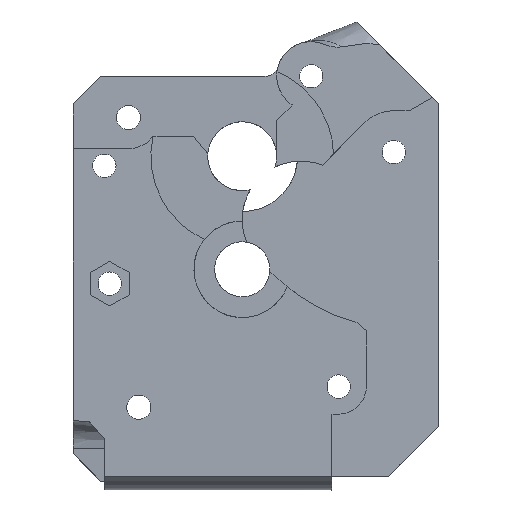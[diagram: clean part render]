
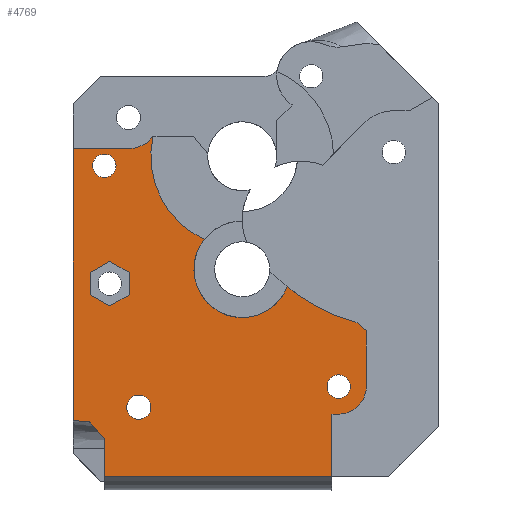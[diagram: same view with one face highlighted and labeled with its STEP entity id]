
A CAD part, front view. The second image highlights one B-rep face of the part: STEP entity #4769.
In plain terms, the highlighted planar face has unit normal (0, -1, 0).
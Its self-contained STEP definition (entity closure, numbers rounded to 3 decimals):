
#75=FACE_BOUND('',#731,.T.);
#76=FACE_BOUND('',#732,.T.);
#77=FACE_BOUND('',#733,.T.);
#78=FACE_BOUND('',#734,.T.);
#132=PLANE('',#5076);
#299=CIRCLE('',#5077,4.);
#300=CIRCLE('',#5078,25.5);
#301=CIRCLE('',#5079,40.);
#302=CIRCLE('',#5080,7.);
#303=CIRCLE('',#5081,13.25);
#304=CIRCLE('',#5082,4.5);
#305=CIRCLE('',#5083,1.75);
#306=CIRCLE('',#5084,1.75);
#307=CIRCLE('',#5085,1.7);
#308=CIRCLE('',#5086,1.7);
#309=CIRCLE('',#5087,1.7);
#310=CIRCLE('',#5088,1.7);
#463=FACE_OUTER_BOUND('',#730,.T.);
#730=EDGE_LOOP('',(#3352,#3353,#3354,#3355,#3356,#3357,#3358,#3359,#3360,
#3361,#3362,#3363,#3364,#3365,#3366,#3367));
#731=EDGE_LOOP('',(#3368,#3369,#3370,#3371,#3372,#3373));
#732=EDGE_LOOP('',(#3374,#3375));
#733=EDGE_LOOP('',(#3376,#3377));
#734=EDGE_LOOP('',(#3378,#3379));
#1036=LINE('',#6932,#1483);
#1042=LINE('',#6946,#1489);
#1049=LINE('',#6963,#1496);
#1052=LINE('',#6971,#1499);
#1054=LINE('',#6975,#1501);
#1055=LINE('',#6977,#1502);
#1056=LINE('',#6979,#1503);
#1057=LINE('',#6983,#1504);
#1058=LINE('',#6985,#1505);
#1059=LINE('',#6996,#1506);
#1060=LINE('',#6999,#1507);
#1061=LINE('',#7001,#1508);
#1062=LINE('',#7003,#1509);
#1063=LINE('',#7005,#1510);
#1064=LINE('',#7007,#1511);
#1065=LINE('',#7008,#1512);
#1483=VECTOR('',#5555,10.);
#1489=VECTOR('',#5567,10.);
#1496=VECTOR('',#5582,10.);
#1499=VECTOR('',#5589,10.);
#1501=VECTOR('',#5593,10.);
#1502=VECTOR('',#5594,10.);
#1503=VECTOR('',#5595,10.);
#1504=VECTOR('',#5598,10.);
#1505=VECTOR('',#5599,10.);
#1506=VECTOR('',#5610,10.);
#1507=VECTOR('',#5611,10.);
#1508=VECTOR('',#5612,10.);
#1509=VECTOR('',#5613,10.);
#1510=VECTOR('',#5614,10.);
#1511=VECTOR('',#5615,10.);
#1512=VECTOR('',#5616,10.);
#2050=VERTEX_POINT('',#6929);
#2051=VERTEX_POINT('',#6931);
#2055=VERTEX_POINT('',#6943);
#2056=VERTEX_POINT('',#6945);
#2065=VERTEX_POINT('',#6969);
#2066=VERTEX_POINT('',#6974);
#2067=VERTEX_POINT('',#6976);
#2068=VERTEX_POINT('',#6978);
#2069=VERTEX_POINT('',#6980);
#2070=VERTEX_POINT('',#6982);
#2071=VERTEX_POINT('',#6984);
#2072=VERTEX_POINT('',#6986);
#2073=VERTEX_POINT('',#6988);
#2074=VERTEX_POINT('',#6990);
#2075=VERTEX_POINT('',#6992);
#2076=VERTEX_POINT('',#6994);
#2077=VERTEX_POINT('',#6997);
#2078=VERTEX_POINT('',#6998);
#2079=VERTEX_POINT('',#7000);
#2080=VERTEX_POINT('',#7002);
#2081=VERTEX_POINT('',#7004);
#2082=VERTEX_POINT('',#7006);
#2083=VERTEX_POINT('',#7009);
#2084=VERTEX_POINT('',#7010);
#2085=VERTEX_POINT('',#7013);
#2086=VERTEX_POINT('',#7014);
#2087=VERTEX_POINT('',#7017);
#2088=VERTEX_POINT('',#7018);
#2546=EDGE_CURVE('',#2050,#2051,#1036,.T.);
#2553=EDGE_CURVE('',#2056,#2055,#1042,.T.);
#2563=EDGE_CURVE('',#2055,#2051,#1049,.T.);
#2567=EDGE_CURVE('',#2050,#2065,#1052,.T.);
#2569=EDGE_CURVE('',#2065,#2066,#1054,.T.);
#2570=EDGE_CURVE('',#2066,#2067,#1055,.T.);
#2571=EDGE_CURVE('',#2067,#2068,#1056,.T.);
#2572=EDGE_CURVE('',#2069,#2068,#299,.T.);
#2573=EDGE_CURVE('',#2069,#2070,#1057,.T.);
#2574=EDGE_CURVE('',#2070,#2071,#1058,.T.);
#2575=EDGE_CURVE('',#2071,#2072,#300,.T.);
#2576=EDGE_CURVE('',#2072,#2073,#301,.T.);
#2577=EDGE_CURVE('',#2073,#2074,#302,.T.);
#2578=EDGE_CURVE('',#2074,#2075,#303,.T.);
#2579=EDGE_CURVE('',#2075,#2076,#304,.T.);
#2580=EDGE_CURVE('',#2076,#2056,#1059,.T.);
#2581=EDGE_CURVE('',#2077,#2078,#1060,.T.);
#2582=EDGE_CURVE('',#2078,#2079,#1061,.T.);
#2583=EDGE_CURVE('',#2079,#2080,#1062,.T.);
#2584=EDGE_CURVE('',#2080,#2081,#1063,.T.);
#2585=EDGE_CURVE('',#2081,#2082,#1064,.T.);
#2586=EDGE_CURVE('',#2082,#2077,#1065,.T.);
#2587=EDGE_CURVE('',#2083,#2084,#305,.T.);
#2588=EDGE_CURVE('',#2084,#2083,#306,.T.);
#2589=EDGE_CURVE('',#2085,#2086,#307,.T.);
#2590=EDGE_CURVE('',#2086,#2085,#308,.T.);
#2591=EDGE_CURVE('',#2087,#2088,#309,.T.);
#2592=EDGE_CURVE('',#2088,#2087,#310,.T.);
#3352=ORIENTED_EDGE('',*,*,#2563,.T.);
#3353=ORIENTED_EDGE('',*,*,#2546,.F.);
#3354=ORIENTED_EDGE('',*,*,#2567,.T.);
#3355=ORIENTED_EDGE('',*,*,#2569,.T.);
#3356=ORIENTED_EDGE('',*,*,#2570,.T.);
#3357=ORIENTED_EDGE('',*,*,#2571,.T.);
#3358=ORIENTED_EDGE('',*,*,#2572,.F.);
#3359=ORIENTED_EDGE('',*,*,#2573,.T.);
#3360=ORIENTED_EDGE('',*,*,#2574,.T.);
#3361=ORIENTED_EDGE('',*,*,#2575,.T.);
#3362=ORIENTED_EDGE('',*,*,#2576,.T.);
#3363=ORIENTED_EDGE('',*,*,#2577,.T.);
#3364=ORIENTED_EDGE('',*,*,#2578,.T.);
#3365=ORIENTED_EDGE('',*,*,#2579,.T.);
#3366=ORIENTED_EDGE('',*,*,#2580,.T.);
#3367=ORIENTED_EDGE('',*,*,#2553,.T.);
#3368=ORIENTED_EDGE('',*,*,#2581,.T.);
#3369=ORIENTED_EDGE('',*,*,#2582,.T.);
#3370=ORIENTED_EDGE('',*,*,#2583,.T.);
#3371=ORIENTED_EDGE('',*,*,#2584,.T.);
#3372=ORIENTED_EDGE('',*,*,#2585,.T.);
#3373=ORIENTED_EDGE('',*,*,#2586,.T.);
#3374=ORIENTED_EDGE('',*,*,#2587,.T.);
#3375=ORIENTED_EDGE('',*,*,#2588,.T.);
#3376=ORIENTED_EDGE('',*,*,#2589,.T.);
#3377=ORIENTED_EDGE('',*,*,#2590,.T.);
#3378=ORIENTED_EDGE('',*,*,#2591,.T.);
#3379=ORIENTED_EDGE('',*,*,#2592,.T.);
#4769=ADVANCED_FACE('',(#463,#75,#76,#77,#78),#132,.T.);
#5076=AXIS2_PLACEMENT_3D('',#6973,#5591,#5592);
#5077=AXIS2_PLACEMENT_3D('',#6981,#5596,#5597);
#5078=AXIS2_PLACEMENT_3D('',#6987,#5600,#5601);
#5079=AXIS2_PLACEMENT_3D('',#6989,#5602,#5603);
#5080=AXIS2_PLACEMENT_3D('',#6991,#5604,#5605);
#5081=AXIS2_PLACEMENT_3D('',#6993,#5606,#5607);
#5082=AXIS2_PLACEMENT_3D('',#6995,#5608,#5609);
#5083=AXIS2_PLACEMENT_3D('',#7011,#5617,#5618);
#5084=AXIS2_PLACEMENT_3D('',#7012,#5619,#5620);
#5085=AXIS2_PLACEMENT_3D('',#7015,#5621,#5622);
#5086=AXIS2_PLACEMENT_3D('',#7016,#5623,#5624);
#5087=AXIS2_PLACEMENT_3D('',#7019,#5625,#5626);
#5088=AXIS2_PLACEMENT_3D('',#7020,#5627,#5628);
#5555=DIRECTION('',(-0.676,0.,0.737));
#5567=DIRECTION('',(0.,0.,-1.));
#5582=DIRECTION('',(0.996,0.,-0.087));
#5589=DIRECTION('',(0.,0.,-1.));
#5591=DIRECTION('center_axis',(0.,-1.,0.));
#5592=DIRECTION('ref_axis',(0.,0.,-1.));
#5593=DIRECTION('',(1.,0.,0.));
#5594=DIRECTION('',(0.,0.,1.));
#5595=DIRECTION('',(1.,0.,0.));
#5596=DIRECTION('center_axis',(0.,1.,0.));
#5597=DIRECTION('ref_axis',(0.707,0.,-0.707));
#5598=DIRECTION('',(0.,0.,1.));
#5599=DIRECTION('',(-0.766,0.,0.643));
#5600=DIRECTION('center_axis',(0.,1.,0.));
#5601=DIRECTION('ref_axis',(-0.581,0.,-0.814));
#5602=DIRECTION('center_axis',(0.,1.,0.));
#5603=DIRECTION('ref_axis',(-0.728,0.,-0.686));
#5604=DIRECTION('center_axis',(0.,1.,0.));
#5605=DIRECTION('ref_axis',(-1.,0.,0.));
#5606=DIRECTION('center_axis',(0.,1.,0.));
#5607=DIRECTION('ref_axis',(-1.,0.,0.));
#5608=DIRECTION('center_axis',(0.,1.,0.));
#5609=DIRECTION('ref_axis',(-1.,0.,0.));
#5610=DIRECTION('',(-1.,0.,0.));
#5611=DIRECTION('',(0.,0.,-1.));
#5612=DIRECTION('',(-0.866,0.,-0.5));
#5613=DIRECTION('',(-0.866,0.,0.5));
#5614=DIRECTION('',(0.,0.,1.));
#5615=DIRECTION('',(0.866,0.,0.5));
#5616=DIRECTION('',(0.866,0.,-0.5));
#5617=DIRECTION('center_axis',(0.,1.,0.));
#5618=DIRECTION('ref_axis',(1.,0.,0.));
#5619=DIRECTION('center_axis',(0.,1.,0.));
#5620=DIRECTION('ref_axis',(1.,0.,0.));
#5621=DIRECTION('center_axis',(0.,1.,0.));
#5622=DIRECTION('ref_axis',(1.,0.,0.));
#5623=DIRECTION('center_axis',(0.,1.,0.));
#5624=DIRECTION('ref_axis',(1.,0.,0.));
#5625=DIRECTION('center_axis',(0.,1.,0.));
#5626=DIRECTION('ref_axis',(1.,0.,0.));
#5627=DIRECTION('center_axis',(0.,1.,0.));
#5628=DIRECTION('ref_axis',(1.,0.,0.));
#6929=CARTESIAN_POINT('',(-21.95,-17.,-24.538));
#6931=CARTESIAN_POINT('',(-24.156,-17.,-22.13));
#6932=CARTESIAN_POINT('',(-23.87,-17.,-22.442));
#6943=CARTESIAN_POINT('',(-26.5,-17.,-21.925));
#6945=CARTESIAN_POINT('',(-26.5,-17.,17.5));
#6946=CARTESIAN_POINT('',(-26.5,-17.,-26.));
#6963=CARTESIAN_POINT('',(-10.75,-17.,-23.303));
#6969=CARTESIAN_POINT('',(-21.95,-17.,-30.));
#6971=CARTESIAN_POINT('',(-21.95,-17.,-12.719));
#6973=CARTESIAN_POINT('Origin',(0.023,-17.,-0.938));
#6974=CARTESIAN_POINT('',(11.,-17.,-30.));
#6975=CARTESIAN_POINT('',(22.5,-17.,-30.));
#6976=CARTESIAN_POINT('',(11.,-17.,-21.));
#6977=CARTESIAN_POINT('',(11.,-17.,-15.469));
#6978=CARTESIAN_POINT('',(12.,-17.,-21.));
#6979=CARTESIAN_POINT('',(5.511,-17.,-21.));
#6980=CARTESIAN_POINT('',(16.,-17.,-17.));
#6981=CARTESIAN_POINT('Origin',(12.,-17.,-17.));
#6982=CARTESIAN_POINT('',(16.,-17.,-8.916));
#6983=CARTESIAN_POINT('',(16.,-17.,-8.969));
#6984=CARTESIAN_POINT('',(14.5,-17.,-7.658));
#6985=CARTESIAN_POINT('',(10.598,-17.,-4.383));
#6986=CARTESIAN_POINT('',(6.174,-17.,-3.747));
#6987=CARTESIAN_POINT('Origin',(21.,-17.,17.));
#6988=CARTESIAN_POINT('',(4.534,-17.,-2.511));
#6989=CARTESIAN_POINT('Origin',(29.43,-17.,28.797));
#6990=CARTESIAN_POINT('',(-7.491,-17.,4.341));
#6991=CARTESIAN_POINT('Origin',(-2.,-17.,0.));
#6992=CARTESIAN_POINT('',(-14.941,-17.,19.247));
#6993=CARTESIAN_POINT('Origin',(-2.,-17.,16.4));
#6994=CARTESIAN_POINT('',(-18.5,-17.,17.5));
#6995=CARTESIAN_POINT('Origin',(-18.5,-17.,22.));
#6996=CARTESIAN_POINT('',(-9.239,-17.,17.5));
#6997=CARTESIAN_POINT('',(-18.397,-17.,-0.468));
#6998=CARTESIAN_POINT('',(-18.397,-17.,-3.701));
#6999=CARTESIAN_POINT('',(-18.397,-17.,-2.32));
#7000=CARTESIAN_POINT('',(-21.197,-17.,-5.318));
#7001=CARTESIAN_POINT('',(-12.291,-17.,-0.176));
#7002=CARTESIAN_POINT('',(-23.997,-17.,-3.701));
#7003=CARTESIAN_POINT('',(-15.588,-17.,-8.556));
#7004=CARTESIAN_POINT('',(-23.997,-17.,-0.468));
#7005=CARTESIAN_POINT('',(-23.997,-17.,-0.703));
#7006=CARTESIAN_POINT('',(-21.197,-17.,1.148));
#7007=CARTESIAN_POINT('',(-13.691,-17.,5.482));
#7008=CARTESIAN_POINT('',(-11.388,-17.,-4.515));
#7009=CARTESIAN_POINT('',(-15.25,-17.,-20.));
#7010=CARTESIAN_POINT('',(-18.75,-17.,-20.));
#7011=CARTESIAN_POINT('Origin',(-17.,-17.,-20.));
#7012=CARTESIAN_POINT('Origin',(-17.,-17.,-20.));
#7013=CARTESIAN_POINT('',(13.7,-17.,-17.));
#7014=CARTESIAN_POINT('',(10.3,-17.,-17.));
#7015=CARTESIAN_POINT('Origin',(12.,-17.,-17.));
#7016=CARTESIAN_POINT('Origin',(12.,-17.,-17.));
#7017=CARTESIAN_POINT('',(-20.3,-17.,15.));
#7018=CARTESIAN_POINT('',(-23.7,-17.,15.));
#7019=CARTESIAN_POINT('Origin',(-22.,-17.,15.));
#7020=CARTESIAN_POINT('Origin',(-22.,-17.,15.));
